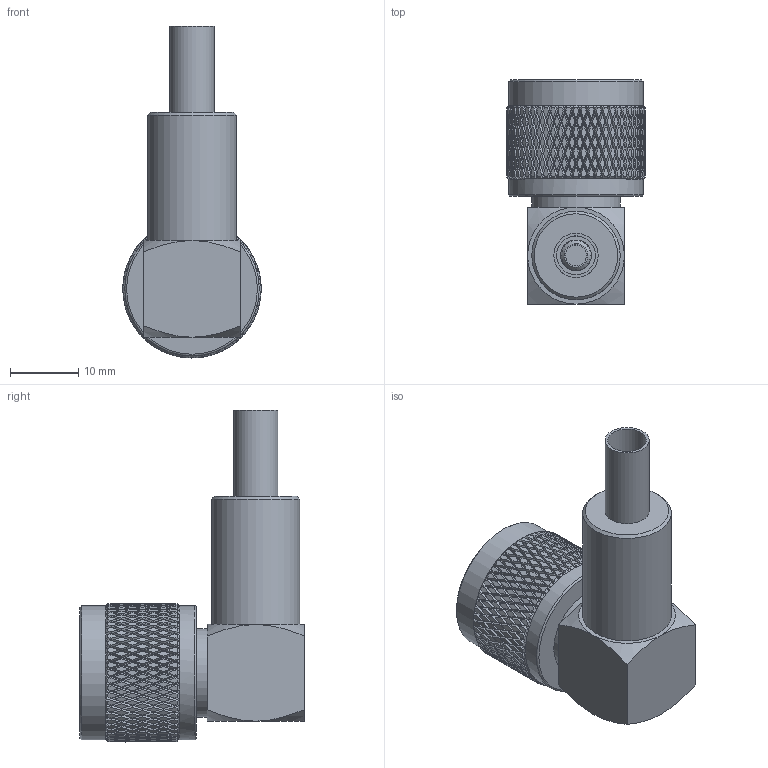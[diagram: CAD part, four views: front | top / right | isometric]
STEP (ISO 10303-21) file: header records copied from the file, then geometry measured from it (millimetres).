
FILE_DESCRIPTION (( 'STEP AP203' ), '1' );
FILE_NAME ('FMCN1384_3D.step', '2021-10-11T15:44:08', ( '' ), ( '' ), 'SwSTEP 2.0', 'SolidWorks 2021', '' );
FILE_SCHEMA (( 'CONFIG_CONTROL_DESIGN' ));
Length unit declared in the file: inch
Products named in the file (1): FMCN1384_3D
Bounding box: 20.32 x 32.95 x 48.77 mm (x, y, z)
Volume: 9336.1 mm3; surface area: 5665.6 mm2
Topology: 2 solids, 2 shells, 3002 faces, 6370 edges, 3381 vertices
Faces by surface type: bspline 2318, cylinder 586, plane 78, cone 18, torus 2
Full cylindrical faces by diameter (mm): 1.524 x1, 2.794 x1, 3.1 x1, 4.5 x1, 5.7 x1, 6.5 x1, 6.985 x1, 8.255 x1, 13 x2, 15.875 x5, 19.715 x2
Entity records: 167178 total; most frequent: CARTESIAN_POINT 129296, ORIENTED_EDGE 12646, EDGE_CURVE 6323, VERTEX_POINT 3361, EDGE_LOOP 3030, FACE_OUTER_BOUND 3012, ADVANCED_FACE 2997, B_SPLINE_CURVE_WITH_KNOTS 2680
